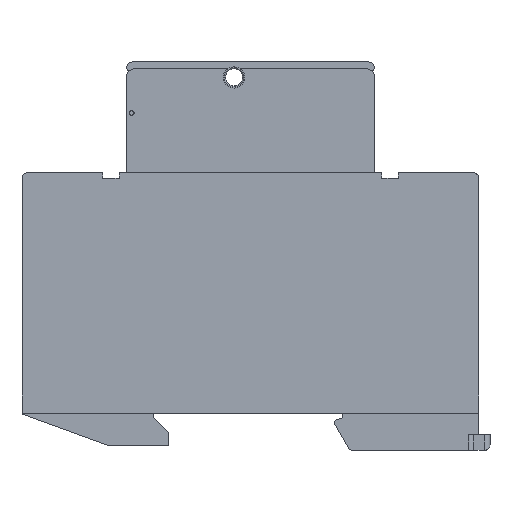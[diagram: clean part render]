
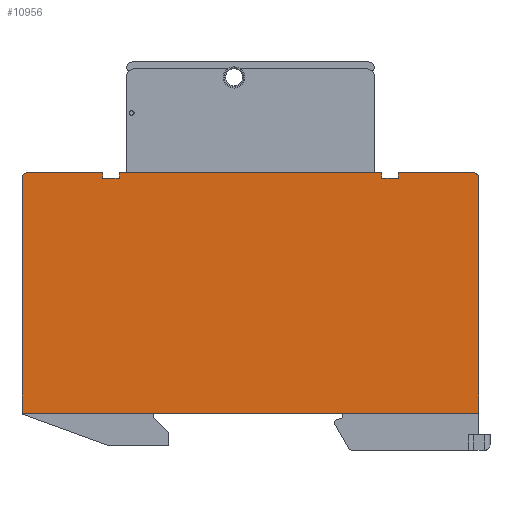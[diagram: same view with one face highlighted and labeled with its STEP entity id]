
A CAD part, left-side view. The second image highlights one B-rep face of the part: STEP entity #10956.
In plain terms, the highlighted face is planar.
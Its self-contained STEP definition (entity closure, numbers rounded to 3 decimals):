
#10179=DIRECTION('',(0.,-1.,0.));
#10180=VECTOR('',#10179,47.9);
#10181=CARTESIAN_POINT('',(17.55,6.25,43.8));
#10182=LINE('',#10181,#10180);
#10195=DIRECTION('',(0.,0.,-1.));
#10196=VECTOR('',#10195,1.);
#10197=CARTESIAN_POINT('',(17.55,6.25,43.8));
#10198=LINE('',#10197,#10196);
#10199=DIRECTION('',(0.,0.,1.));
#10200=VECTOR('',#10199,1.);
#10201=CARTESIAN_POINT('',(17.55,9.25,42.8));
#10202=LINE('',#10201,#10200);
#10203=DIRECTION('',(0.,1.,0.));
#10204=VECTOR('',#10203,13.7);
#10205=CARTESIAN_POINT('',(17.55,9.25,43.8));
#10206=LINE('',#10205,#10204);
#10207=CARTESIAN_POINT('',(17.55,22.95,42.8));
#10208=DIRECTION('',(-1.,0.,0.));
#10209=DIRECTION('',(0.,0.,1.));
#10210=AXIS2_PLACEMENT_3D('',#10207,#10208,#10209);
#10212=DIRECTION('',(0.,0.,-1.));
#10213=VECTOR('',#10212,42.8);
#10214=CARTESIAN_POINT('',(17.55,23.95,42.8));
#10215=LINE('',#10214,#10213);
#10216=CARTESIAN_POINT('',(17.55,-58.35,42.8));
#10217=DIRECTION('',(-1.,0.,0.));
#10218=DIRECTION('',(0.,-1.,0.));
#10219=AXIS2_PLACEMENT_3D('',#10216,#10217,#10218);
#10221=DIRECTION('',(0.,1.,0.));
#10222=VECTOR('',#10221,13.7);
#10223=CARTESIAN_POINT('',(17.55,-58.35,43.8));
#10224=LINE('',#10223,#10222);
#10225=DIRECTION('',(0.,0.,-1.));
#10226=VECTOR('',#10225,1.);
#10227=CARTESIAN_POINT('',(17.55,-44.65,43.8));
#10228=LINE('',#10227,#10226);
#10229=DIRECTION('',(0.,0.,1.));
#10230=VECTOR('',#10229,1.);
#10231=CARTESIAN_POINT('',(17.55,-41.65,42.8));
#10232=LINE('',#10231,#10230);
#10245=DIRECTION('',(0.,-1.,0.));
#10246=VECTOR('',#10245,3.);
#10247=CARTESIAN_POINT('',(17.55,9.25,42.8));
#10248=LINE('',#10247,#10246);
#10309=DIRECTION('',(0.,1.,0.));
#10310=VECTOR('',#10309,83.3);
#10311=CARTESIAN_POINT('',(17.55,-59.35,0.));
#10312=LINE('',#10311,#10310);
#10325=DIRECTION('',(0.,0.,-1.));
#10326=VECTOR('',#10325,42.8);
#10327=CARTESIAN_POINT('',(17.55,-59.35,42.8));
#10328=LINE('',#10327,#10326);
#10385=DIRECTION('',(0.,-1.,0.));
#10386=VECTOR('',#10385,3.);
#10387=CARTESIAN_POINT('',(17.55,-41.65,42.8));
#10388=LINE('',#10387,#10386);
#10717=CARTESIAN_POINT('',(17.55,6.25,43.8));
#10718=CARTESIAN_POINT('',(17.55,-41.65,43.8));
#10719=VERTEX_POINT('',#10717);
#10720=VERTEX_POINT('',#10718);
#10721=CARTESIAN_POINT('',(17.55,6.25,42.8));
#10722=VERTEX_POINT('',#10721);
#10723=CARTESIAN_POINT('',(17.55,9.25,42.8));
#10724=VERTEX_POINT('',#10723);
#10725=CARTESIAN_POINT('',(17.55,9.25,43.8));
#10726=VERTEX_POINT('',#10725);
#10727=CARTESIAN_POINT('',(17.55,22.95,43.8));
#10728=VERTEX_POINT('',#10727);
#10729=CARTESIAN_POINT('',(17.55,23.95,42.8));
#10730=VERTEX_POINT('',#10729);
#10731=CARTESIAN_POINT('',(17.55,23.95,0.));
#10732=VERTEX_POINT('',#10731);
#10733=CARTESIAN_POINT('',(17.55,-59.35,0.));
#10734=VERTEX_POINT('',#10733);
#10735=CARTESIAN_POINT('',(17.55,-59.35,42.8));
#10736=VERTEX_POINT('',#10735);
#10737=CARTESIAN_POINT('',(17.55,-58.35,43.8));
#10738=VERTEX_POINT('',#10737);
#10739=CARTESIAN_POINT('',(17.55,-44.65,43.8));
#10740=VERTEX_POINT('',#10739);
#10741=CARTESIAN_POINT('',(17.55,-44.65,42.8));
#10742=VERTEX_POINT('',#10741);
#10743=CARTESIAN_POINT('',(17.55,-41.65,42.8));
#10744=VERTEX_POINT('',#10743);
#10922=CARTESIAN_POINT('',(17.55,-17.7,0.));
#10923=DIRECTION('',(1.,0.,0.));
#10924=DIRECTION('',(0.,1.,0.));
#10925=AXIS2_PLACEMENT_3D('',#10922,#10923,#10924);
#10926=PLANE('',#10925);
#10927=ORIENTED_EDGE('',*,*,#10905,.F.);
#10929=ORIENTED_EDGE('',*,*,#10928,.T.);
#10931=ORIENTED_EDGE('',*,*,#10930,.F.);
#10933=ORIENTED_EDGE('',*,*,#10932,.T.);
#10935=ORIENTED_EDGE('',*,*,#10934,.T.);
#10937=ORIENTED_EDGE('',*,*,#10936,.T.);
#10939=ORIENTED_EDGE('',*,*,#10938,.T.);
#10941=ORIENTED_EDGE('',*,*,#10940,.F.);
#10943=ORIENTED_EDGE('',*,*,#10942,.F.);
#10945=ORIENTED_EDGE('',*,*,#10944,.T.);
#10947=ORIENTED_EDGE('',*,*,#10946,.T.);
#10949=ORIENTED_EDGE('',*,*,#10948,.T.);
#10951=ORIENTED_EDGE('',*,*,#10950,.F.);
#10953=ORIENTED_EDGE('',*,*,#10952,.T.);
#10954=EDGE_LOOP('',(#10927,#10929,#10931,#10933,#10935,#10937,#10939,#10941,
#10943,#10945,#10947,#10949,#10951,#10953));
#10955=FACE_OUTER_BOUND('',#10954,.F.);
#10211=CIRCLE('',#10210,1.);
#10220=CIRCLE('',#10219,1.);
#10905=EDGE_CURVE('',#10719,#10720,#10182,.T.);
#10928=EDGE_CURVE('',#10719,#10722,#10198,.T.);
#10930=EDGE_CURVE('',#10724,#10722,#10248,.T.);
#10932=EDGE_CURVE('',#10724,#10726,#10202,.T.);
#10934=EDGE_CURVE('',#10726,#10728,#10206,.T.);
#10936=EDGE_CURVE('',#10728,#10730,#10211,.T.);
#10938=EDGE_CURVE('',#10730,#10732,#10215,.T.);
#10940=EDGE_CURVE('',#10734,#10732,#10312,.T.);
#10942=EDGE_CURVE('',#10736,#10734,#10328,.T.);
#10944=EDGE_CURVE('',#10736,#10738,#10220,.T.);
#10946=EDGE_CURVE('',#10738,#10740,#10224,.T.);
#10948=EDGE_CURVE('',#10740,#10742,#10228,.T.);
#10950=EDGE_CURVE('',#10744,#10742,#10388,.T.);
#10952=EDGE_CURVE('',#10744,#10720,#10232,.T.);
#10956=ADVANCED_FACE('',(#10955),#10926,.T.);
